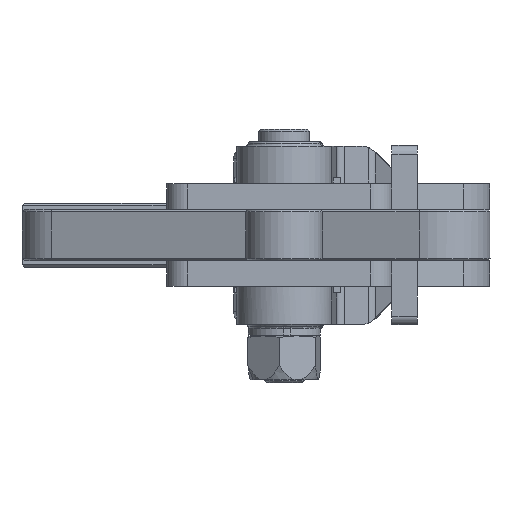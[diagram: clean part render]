
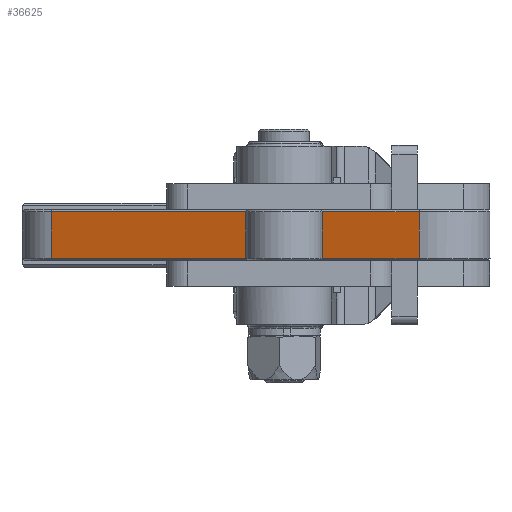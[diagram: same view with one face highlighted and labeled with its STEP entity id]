
A CAD part, front view. The second image highlights one B-rep face of the part: STEP entity #36625.
In plain terms, the highlighted planar face has unit normal (-0.33, -0.944, 0).
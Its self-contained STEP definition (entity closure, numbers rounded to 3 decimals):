
#6869 = EDGE_CURVE ( 'NONE', #17859, #17826, #8496, .T. ) ;
#6872 = EDGE_CURVE ( 'NONE', #17826, #17832, #8499, .T. ) ;
#6874 = EDGE_CURVE ( 'NONE', #17843, #17832, #8500, .T. ) ;
#6876 = EDGE_CURVE ( 'NONE', #17843, #17859, #8502, .T. ) ;
#8496 = LINE ( 'NONE', #12243, #8498 ) ;
#8498 = VECTOR ( 'NONE', #12240, 1000. ) ;
#8499 = LINE ( 'NONE', #12254, #8501 ) ;
#8500 = LINE ( 'NONE', #12260, #8503 ) ;
#8501 = VECTOR ( 'NONE', #12250, 1000. ) ;
#8502 = LINE ( 'NONE', #12262, #8505 ) ;
#8503 = VECTOR ( 'NONE', #12261, 1000. ) ;
#8505 = VECTOR ( 'NONE', #12263, 1000. ) ;
#12240 = DIRECTION ( 'NONE',  ( 0., 0., -1. ) ) ;
#12243 = CARTESIAN_POINT ( 'NONE',  ( 3463.456, 752.123, 15. ) ) ;
#12250 = DIRECTION ( 'NONE',  ( 0.944, -0.331, 0. ) ) ;
#12254 = CARTESIAN_POINT ( 'NONE',  ( 3549.628, 721.865, 2. ) ) ;
#12260 = CARTESIAN_POINT ( 'NONE',  ( 3549.628, 721.865, 15. ) ) ;
#12261 = DIRECTION ( 'NONE',  ( 0., 0., -1. ) ) ;
#12262 = CARTESIAN_POINT ( 'NONE',  ( 3549.628, 721.865, 13. ) ) ;
#12263 = DIRECTION ( 'NONE',  ( -0.944, 0.331, 0. ) ) ;
#17826 = VERTEX_POINT ( 'NONE', #19630 ) ;
#17832 = VERTEX_POINT ( 'NONE', #19633 ) ;
#17843 = VERTEX_POINT ( 'NONE', #19639 ) ;
#17859 = VERTEX_POINT ( 'NONE', #19647 ) ;
#17904 = ORIENTED_EDGE ( 'NONE', *, *, #6876, .T. ) ;
#17910 = ORIENTED_EDGE ( 'NONE', *, *, #6874, .F. ) ;
#19630 = CARTESIAN_POINT ( 'NONE',  ( 3463.456, 752.123, 2. ) ) ;
#19633 = CARTESIAN_POINT ( 'NONE',  ( 3549.628, 721.865, 2. ) ) ;
#19639 = CARTESIAN_POINT ( 'NONE',  ( 3549.628, 721.865, 13. ) ) ;
#19647 = CARTESIAN_POINT ( 'NONE',  ( 3463.456, 752.123, 13. ) ) ;
#20663 = EDGE_LOOP ( 'NONE', ( #20804, #20786, #17910, #17904 ) ) ;
#20786 = ORIENTED_EDGE ( 'NONE', *, *, #6872, .T. ) ;
#20804 = ORIENTED_EDGE ( 'NONE', *, *, #6869, .T. ) ;
#21542 = AXIS2_PLACEMENT_3D ( 'NONE', #28313, #28319, #28320 ) ;
#28313 = CARTESIAN_POINT ( 'NONE',  ( 3549.628, 721.865, 15. ) ) ;
#28317 = PLANE ( 'NONE',  #21542 ) ;
#28319 = DIRECTION ( 'NONE',  ( 0.331, 0.944, 0. ) ) ;
#28320 = DIRECTION ( 'NONE',  ( -0.944, 0.331, 0. ) ) ;
#36625 = ADVANCED_FACE ( 'NONE', ( #40095 ), #28317, .F. ) ;
#40095 = FACE_OUTER_BOUND ( 'NONE', #20663, .T. ) ;
